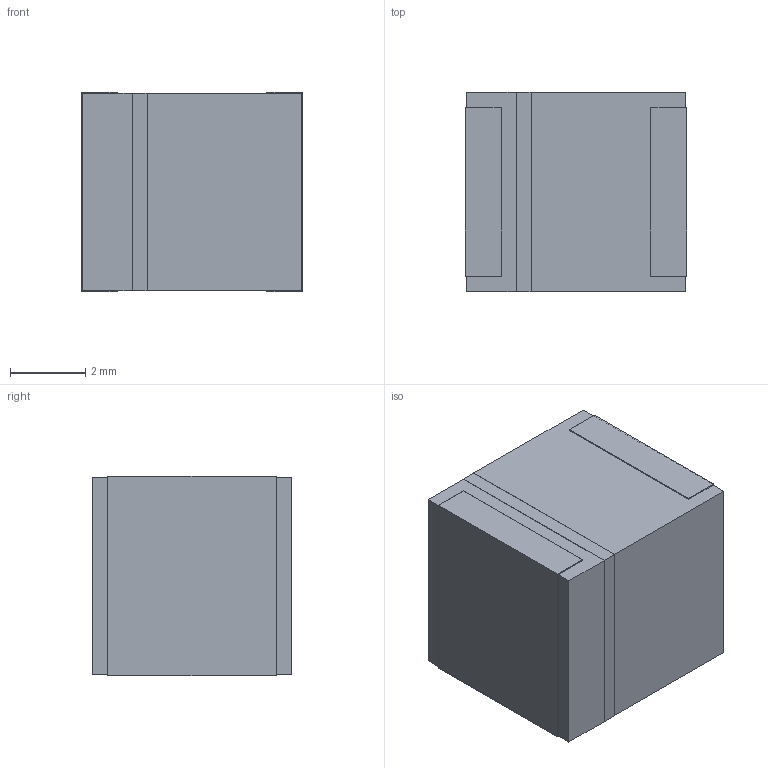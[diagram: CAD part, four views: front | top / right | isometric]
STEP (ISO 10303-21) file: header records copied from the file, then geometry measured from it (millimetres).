
FILE_DESCRIPTION(('FreeCAD Model'),'2;1');
FILE_NAME('Fusion.step','2018-02-26T14:58:23',('kicad StepUp'),('ksu MCAD'), 'Open CASCADE STEP processor 6.8','FreeCAD','Unknown');
FILE_SCHEMA(('AUTOMOTIVE_DESIGN_CC2 { 1 2 10303 214 -1 1 5 4 }'));
Length unit declared in the file: millimetre
Products named in the file (1): Fusion
Bounding box: 5.89 x 5.31 x 5.31 mm (x, y, z)
Surface area: 317.8 mm2 (no closed solid volume)
Topology: 0 solids, 6 shells, 46 faces, 97 edges, 56 vertices
Faces by surface type: plane 46
Entity records: 1529 total; most frequent: ORIENTED_EDGE 220, CARTESIAN_POINT 200, DIRECTION 191, EDGE_CURVE 97, LINE 97, VECTOR 97, VERTEX_POINT 56, AXIS2_PLACEMENT_3D 47
